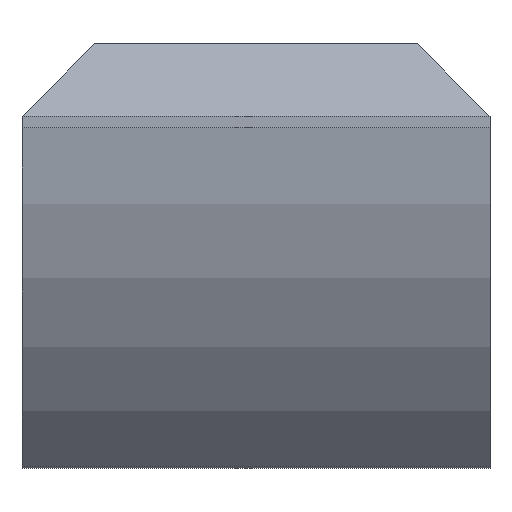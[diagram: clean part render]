
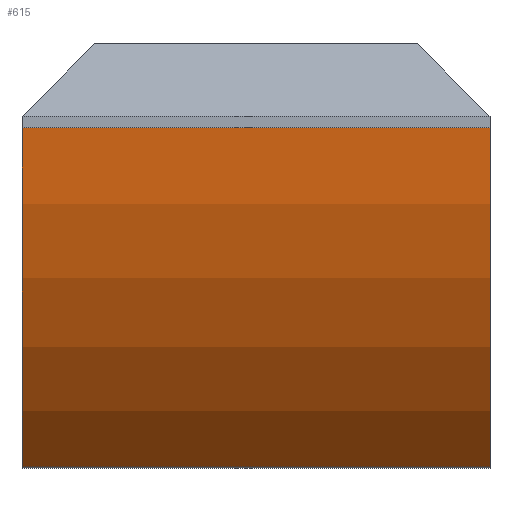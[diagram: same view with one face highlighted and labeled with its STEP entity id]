
A CAD part, top view. The second image highlights one B-rep face of the part: STEP entity #615.
In plain terms, the highlighted cylindrical face has radius 11.518 mm (diameter 23.036 mm), a partial arc.
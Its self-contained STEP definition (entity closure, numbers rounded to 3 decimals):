
#30=CYLINDRICAL_SURFACE('',#696,11.518);
#48=CIRCLE('',#665,11.518);
#64=CIRCLE('',#697,11.518);
#98=FACE_OUTER_BOUND('',#134,.T.);
#134=EDGE_LOOP('',(#534,#535,#536,#537));
#171=LINE('',#967,#225);
#189=LINE('',#1066,#243);
#225=VECTOR('',#767,10.);
#243=VECTOR('',#881,10.);
#266=VERTEX_POINT('',#964);
#267=VERTEX_POINT('',#966);
#284=VERTEX_POINT('',#1002);
#300=VERTEX_POINT('',#1064);
#335=EDGE_CURVE('',#266,#267,#171,.T.);
#354=EDGE_CURVE('',#266,#284,#48,.T.);
#385=EDGE_CURVE('',#284,#300,#189,.T.);
#386=EDGE_CURVE('',#267,#300,#64,.T.);
#534=ORIENTED_EDGE('',*,*,#354,.T.);
#535=ORIENTED_EDGE('',*,*,#385,.T.);
#536=ORIENTED_EDGE('',*,*,#386,.F.);
#537=ORIENTED_EDGE('',*,*,#335,.F.);
#615=ADVANCED_FACE('',(#98),#30,.T.);
#665=AXIS2_PLACEMENT_3D('',#1004,#804,#805);
#696=AXIS2_PLACEMENT_3D('',#1067,#882,#883);
#697=AXIS2_PLACEMENT_3D('',#1068,#884,#885);
#767=DIRECTION('',(1.,0.,0.));
#804=DIRECTION('center_axis',(1.,0.,0.));
#805=DIRECTION('ref_axis',(0.,-0.051,0.999));
#881=DIRECTION('',(1.,0.,0.));
#882=DIRECTION('center_axis',(1.,0.,0.));
#883=DIRECTION('ref_axis',(0.,-0.051,0.999));
#884=DIRECTION('center_axis',(1.,0.,0.));
#885=DIRECTION('ref_axis',(0.,-0.051,0.999));
#964=CARTESIAN_POINT('',(0.,-1.976,24.08));
#966=CARTESIAN_POINT('',(11.,-1.976,24.08));
#967=CARTESIAN_POINT('',(0.,-1.976,24.08));
#1002=CARTESIAN_POINT('',(0.,-9.937,20.297));
#1004=CARTESIAN_POINT('Origin',(0.,-1.389,12.577));
#1064=CARTESIAN_POINT('',(11.,-9.937,20.297));
#1066=CARTESIAN_POINT('',(0.,-9.937,20.297));
#1067=CARTESIAN_POINT('Origin',(0.,-1.389,12.577));
#1068=CARTESIAN_POINT('Origin',(11.,-1.389,12.577));
